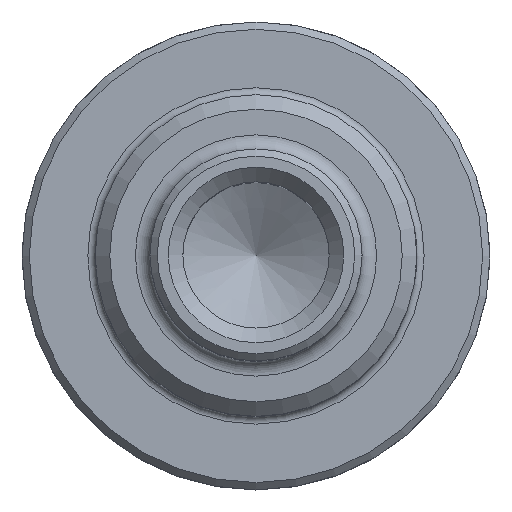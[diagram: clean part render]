
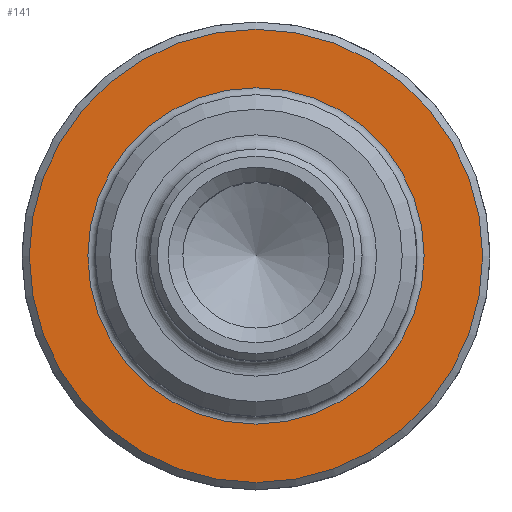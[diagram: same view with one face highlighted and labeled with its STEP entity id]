
A CAD part, top view. The second image highlights one B-rep face of the part: STEP entity #141.
In plain terms, the highlighted planar face has unit normal (0, 0, 1).
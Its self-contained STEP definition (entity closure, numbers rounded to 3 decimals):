
#66=PLANE('',#609);
#141=ADVANCED_FACE('',(#203,#204),#66,.T.);
#203=FACE_BOUND('',#258,.T.);
#204=FACE_BOUND('',#259,.T.);
#258=EDGE_LOOP('',(#350));
#259=EDGE_LOOP('',(#351));
#350=ORIENTED_EDGE('',*,*,#521,.T.);
#351=ORIENTED_EDGE('',*,*,#522,.T.);
#471=VERTEX_POINT('',#1028);
#472=VERTEX_POINT('',#1030);
#521=EDGE_CURVE('',#471,#471,#568,.T.);
#522=EDGE_CURVE('',#472,#472,#569,.T.);
#568=CIRCLE('',#607,11.5);
#569=CIRCLE('',#608,15.5);
#607=AXIS2_PLACEMENT_3D('',#1027,#720,#721);
#608=AXIS2_PLACEMENT_3D('',#1029,#722,#723);
#609=AXIS2_PLACEMENT_3D('',#1031,#724,#725);
#720=DIRECTION('',(0.,0.,-1.));
#721=DIRECTION('',(1.,0.,0.));
#722=DIRECTION('',(0.,0.,1.));
#723=DIRECTION('',(1.,0.,0.));
#724=DIRECTION('',(0.,0.,1.));
#725=DIRECTION('',(1.,0.,0.));
#1027=CARTESIAN_POINT('',(0.,0.,4.5));
#1028=CARTESIAN_POINT('',(11.5,0.,4.5));
#1029=CARTESIAN_POINT('',(0.,0.,4.5));
#1030=CARTESIAN_POINT('',(15.5,0.,4.5));
#1031=CARTESIAN_POINT('',(0.,0.,4.5));
